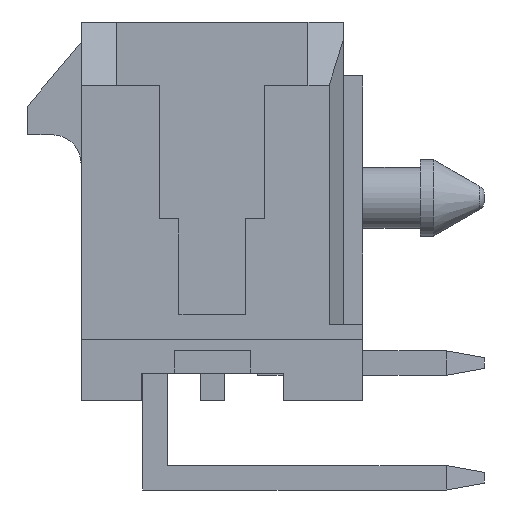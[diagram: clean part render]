
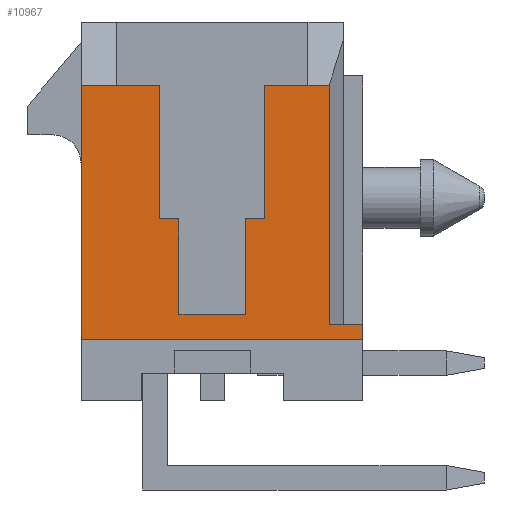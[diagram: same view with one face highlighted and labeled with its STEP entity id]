
A CAD part, left-side view. The second image highlights one B-rep face of the part: STEP entity #10967.
In plain terms, the highlighted planar face has unit normal (-1, 0, 0).
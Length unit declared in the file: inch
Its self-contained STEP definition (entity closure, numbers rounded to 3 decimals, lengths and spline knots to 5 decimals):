
#205 = CARTESIAN_POINT ( 'NONE',  ( -0.36713, -0.12028, 0.19488 ) ) ;
#217 = FACE_OUTER_BOUND ( 'NONE', #14850, .T. ) ;
#263 = EDGE_CURVE ( 'NONE', #5054, #16393, #4547, .T. ) ;
#297 = ORIENTED_EDGE ( 'NONE', *, *, #3972, .F. ) ;
#303 = ORIENTED_EDGE ( 'NONE', *, *, #8770, .T. ) ;
#579 = LINE ( 'NONE', #3880, #4901 ) ;
#630 = EDGE_CURVE ( 'NONE', #1633, #16706, #7097, .T. ) ;
#632 = DIRECTION ( 'NONE',  ( 0., 1., 0. ) ) ;
#678 = LINE ( 'NONE', #14303, #8435 ) ;
#837 = ORIENTED_EDGE ( 'NONE', *, *, #630, .F. ) ;
#944 = LINE ( 'NONE', #6101, #13004 ) ;
#945 = VECTOR ( 'NONE', #12275, 39.37008 ) ;
#1086 = VERTEX_POINT ( 'NONE', #15765 ) ;
#1208 = LINE ( 'NONE', #12378, #8078 ) ;
#1341 = CARTESIAN_POINT ( 'NONE',  ( -0.36713, 0.05413, -0.00787 ) ) ;
#1633 = VERTEX_POINT ( 'NONE', #1689 ) ;
#1689 = CARTESIAN_POINT ( 'NONE',  ( -0.36713, -0.05413, -0.00787 ) ) ;
#1878 = DIRECTION ( 'NONE',  ( 0., 0., -1. ) ) ;
#1938 = VECTOR ( 'NONE', #6596, 39.37008 ) ;
#2197 = CARTESIAN_POINT ( 'NONE',  ( -0.36713, -0.03445, -0.00787 ) ) ;
#2347 = VERTEX_POINT ( 'NONE', #12177 ) ;
#2591 = DIRECTION ( 'NONE',  ( 1., 0., 0. ) ) ;
#2737 = DIRECTION ( 'NONE',  ( 0., 1., 0. ) ) ;
#2862 = EDGE_CURVE ( 'NONE', #9075, #11408, #15443, .T. ) ;
#2985 = CARTESIAN_POINT ( 'NONE',  ( -0.36713, -0.12028, 0.12992 ) ) ;
#3170 = EDGE_CURVE ( 'NONE', #13620, #16877, #1208, .T. ) ;
#3260 = VECTOR ( 'NONE', #12985, 39.37008 ) ;
#3410 = ORIENTED_EDGE ( 'NONE', *, *, #3170, .F. ) ;
#3699 = EDGE_CURVE ( 'NONE', #4054, #16468, #5035, .T. ) ;
#3752 = CARTESIAN_POINT ( 'NONE',  ( -0.36713, 0.13524, -0.13228 ) ) ;
#3880 = CARTESIAN_POINT ( 'NONE',  ( -0.36713, 0.03445, -0.1063 ) ) ;
#3972 = EDGE_CURVE ( 'NONE', #1086, #13620, #5861, .T. ) ;
#4054 = VERTEX_POINT ( 'NONE', #10658 ) ;
#4117 = DIRECTION ( 'NONE',  ( 0., -1., 0. ) ) ;
#4145 = VERTEX_POINT ( 'NONE', #16426 ) ;
#4297 = VECTOR ( 'NONE', #2737, 39.37008 ) ;
#4442 = LINE ( 'NONE', #4960, #16114 ) ;
#4506 = EDGE_CURVE ( 'NONE', #4642, #4054, #678, .T. ) ;
#4547 = LINE ( 'NONE', #7241, #3260 ) ;
#4642 = VERTEX_POINT ( 'NONE', #12237 ) ;
#4901 = VECTOR ( 'NONE', #14971, 39.37008 ) ;
#4960 = CARTESIAN_POINT ( 'NONE',  ( -0.36713, -0.05413, 0.12992 ) ) ;
#5035 = LINE ( 'NONE', #17736, #945 ) ;
#5054 = VERTEX_POINT ( 'NONE', #2985 ) ;
#5189 = LINE ( 'NONE', #13476, #1938 ) ;
#5206 = DIRECTION ( 'NONE',  ( 0., -1., 0. ) ) ;
#5327 = CARTESIAN_POINT ( 'NONE',  ( -0.36713, -0.13524, -0.11654 ) ) ;
#5395 = VECTOR ( 'NONE', #17650, 39.37008 ) ;
#5446 = VECTOR ( 'NONE', #14313, 39.37008 ) ;
#5861 = LINE ( 'NONE', #16919, #9786 ) ;
#6101 = CARTESIAN_POINT ( 'NONE',  ( -0.36713, 0.13524, 0.19488 ) ) ;
#6596 = DIRECTION ( 'NONE',  ( 0., 0., 1. ) ) ;
#6684 = DIRECTION ( 'NONE',  ( 0., 0., -1. ) ) ;
#6752 = ORIENTED_EDGE ( 'NONE', *, *, #4506, .F. ) ;
#7097 = LINE ( 'NONE', #8213, #15953 ) ;
#7241 = CARTESIAN_POINT ( 'NONE',  ( -0.36713, -0.09843, 0.12992 ) ) ;
#7654 = ORIENTED_EDGE ( 'NONE', *, *, #9797, .F. ) ;
#8044 = PLANE ( 'NONE',  #13121 ) ;
#8078 = VECTOR ( 'NONE', #4117, 39.37008 ) ;
#8213 = CARTESIAN_POINT ( 'NONE',  ( -0.36713, -0.05413, -0.00787 ) ) ;
#8435 = VECTOR ( 'NONE', #8610, 39.37008 ) ;
#8454 = LINE ( 'NONE', #12621, #14305 ) ;
#8610 = DIRECTION ( 'NONE',  ( 0., 0., -1. ) ) ;
#8770 = EDGE_CURVE ( 'NONE', #1633, #11619, #8454, .T. ) ;
#8830 = EDGE_CURVE ( 'NONE', #4145, #5054, #9109, .T. ) ;
#9074 = ORIENTED_EDGE ( 'NONE', *, *, #11985, .T. ) ;
#9075 = VERTEX_POINT ( 'NONE', #16806 ) ;
#9109 = LINE ( 'NONE', #205, #5446 ) ;
#9471 = CARTESIAN_POINT ( 'NONE',  ( -0.36713, -0.13524, 0.13937 ) ) ;
#9518 = DIRECTION ( 'NONE',  ( 0., 0., 1. ) ) ;
#9589 = ORIENTED_EDGE ( 'NONE', *, *, #15363, .F. ) ;
#9786 = VECTOR ( 'NONE', #1878, 39.37008 ) ;
#9797 = EDGE_CURVE ( 'NONE', #9075, #1086, #16051, .T. ) ;
#10129 = EDGE_CURVE ( 'NONE', #16468, #11408, #944, .T. ) ;
#10166 = ORIENTED_EDGE ( 'NONE', *, *, #263, .T. ) ;
#10452 = CARTESIAN_POINT ( 'NONE',  ( -0.36713, 0.09843, 0.12992 ) ) ;
#10658 = CARTESIAN_POINT ( 'NONE',  ( -0.36713, -0.15492, -0.13228 ) ) ;
#10679 = CARTESIAN_POINT ( 'NONE',  ( -0.36713, -0.03445, -0.1063 ) ) ;
#10967 = ADVANCED_FACE ( 'NONE', ( #217 ), #8044, .F. ) ;
#11004 = CARTESIAN_POINT ( 'NONE',  ( -0.36713, -0.03445, -0.1063 ) ) ;
#11303 = ORIENTED_EDGE ( 'NONE', *, *, #2862, .T. ) ;
#11374 = DIRECTION ( 'NONE',  ( 0., 0., 1. ) ) ;
#11378 = ORIENTED_EDGE ( 'NONE', *, *, #15338, .F. ) ;
#11408 = VERTEX_POINT ( 'NONE', #15879 ) ;
#11619 = VERTEX_POINT ( 'NONE', #2197 ) ;
#11761 = ORIENTED_EDGE ( 'NONE', *, *, #16436, .F. ) ;
#11985 = EDGE_CURVE ( 'NONE', #2347, #16877, #579, .T. ) ;
#12177 = CARTESIAN_POINT ( 'NONE',  ( -0.36713, 0.03445, -0.1063 ) ) ;
#12237 = CARTESIAN_POINT ( 'NONE',  ( -0.36713, -0.15492, -0.11654 ) ) ;
#12275 = DIRECTION ( 'NONE',  ( 0., 1., 0. ) ) ;
#12378 = CARTESIAN_POINT ( 'NONE',  ( -0.36713, 0.05413, -0.00787 ) ) ;
#12621 = CARTESIAN_POINT ( 'NONE',  ( -0.36713, -0.05413, -0.00787 ) ) ;
#12888 = CARTESIAN_POINT ( 'NONE',  ( -0.36713, 0.03445, -0.00787 ) ) ;
#12900 = ORIENTED_EDGE ( 'NONE', *, *, #10129, .F. ) ;
#12927 = LINE ( 'NONE', #11004, #4297 ) ;
#12937 = ORIENTED_EDGE ( 'NONE', *, *, #15602, .T. ) ;
#12985 = DIRECTION ( 'NONE',  ( 0., 1., 0. ) ) ;
#13004 = VECTOR ( 'NONE', #11374, 39.37008 ) ;
#13121 = AXIS2_PLACEMENT_3D ( 'NONE', #9471, #2591, #6684 ) ;
#13476 = CARTESIAN_POINT ( 'NONE',  ( -0.36713, -0.03445, -0.1063 ) ) ;
#13620 = VERTEX_POINT ( 'NONE', #1341 ) ;
#14303 = CARTESIAN_POINT ( 'NONE',  ( -0.36713, -0.15492, 0.13937 ) ) ;
#14305 = VECTOR ( 'NONE', #14440, 39.37008 ) ;
#14313 = DIRECTION ( 'NONE',  ( 0., 0., 1. ) ) ;
#14384 = CARTESIAN_POINT ( 'NONE',  ( -0.36713, 0.13524, 0.12992 ) ) ;
#14440 = DIRECTION ( 'NONE',  ( 0., 1., 0. ) ) ;
#14553 = VECTOR ( 'NONE', #17378, 39.37008 ) ;
#14850 = EDGE_LOOP ( 'NONE', ( #17792, #10166, #11761, #837, #303, #9589, #12937, #9074, #3410, #297, #7654, #11303, #12900, #14947, #6752, #11378 ) ) ;
#14947 = ORIENTED_EDGE ( 'NONE', *, *, #3699, .F. ) ;
#14971 = DIRECTION ( 'NONE',  ( 0., 0., 1. ) ) ;
#15186 = CARTESIAN_POINT ( 'NONE',  ( -0.36713, -0.05413, 0.12992 ) ) ;
#15316 = LINE ( 'NONE', #5327, #5395 ) ;
#15338 = EDGE_CURVE ( 'NONE', #4145, #4642, #15316, .T. ) ;
#15363 = EDGE_CURVE ( 'NONE', #17589, #11619, #5189, .T. ) ;
#15443 = LINE ( 'NONE', #14384, #17850 ) ;
#15602 = EDGE_CURVE ( 'NONE', #17589, #2347, #12927, .T. ) ;
#15765 = CARTESIAN_POINT ( 'NONE',  ( -0.36713, 0.05413, 0.12992 ) ) ;
#15879 = CARTESIAN_POINT ( 'NONE',  ( -0.36713, 0.13524, 0.12992 ) ) ;
#15953 = VECTOR ( 'NONE', #9518, 39.37008 ) ;
#16051 = LINE ( 'NONE', #10452, #14553 ) ;
#16114 = VECTOR ( 'NONE', #5206, 39.37008 ) ;
#16393 = VERTEX_POINT ( 'NONE', #17460 ) ;
#16426 = CARTESIAN_POINT ( 'NONE',  ( -0.36713, -0.12028, -0.11654 ) ) ;
#16436 = EDGE_CURVE ( 'NONE', #16706, #16393, #4442, .T. ) ;
#16468 = VERTEX_POINT ( 'NONE', #3752 ) ;
#16706 = VERTEX_POINT ( 'NONE', #15186 ) ;
#16806 = CARTESIAN_POINT ( 'NONE',  ( -0.36713, 0.09843, 0.12992 ) ) ;
#16877 = VERTEX_POINT ( 'NONE', #12888 ) ;
#16919 = CARTESIAN_POINT ( 'NONE',  ( -0.36713, 0.05413, 0.19488 ) ) ;
#17378 = DIRECTION ( 'NONE',  ( 0., -1., 0. ) ) ;
#17460 = CARTESIAN_POINT ( 'NONE',  ( -0.36713, -0.09843, 0.12992 ) ) ;
#17589 = VERTEX_POINT ( 'NONE', #10679 ) ;
#17650 = DIRECTION ( 'NONE',  ( 0., -1., 0. ) ) ;
#17736 = CARTESIAN_POINT ( 'NONE',  ( -0.36713, -0.22776, -0.13228 ) ) ;
#17792 = ORIENTED_EDGE ( 'NONE', *, *, #8830, .T. ) ;
#17850 = VECTOR ( 'NONE', #632, 39.37008 ) ;
